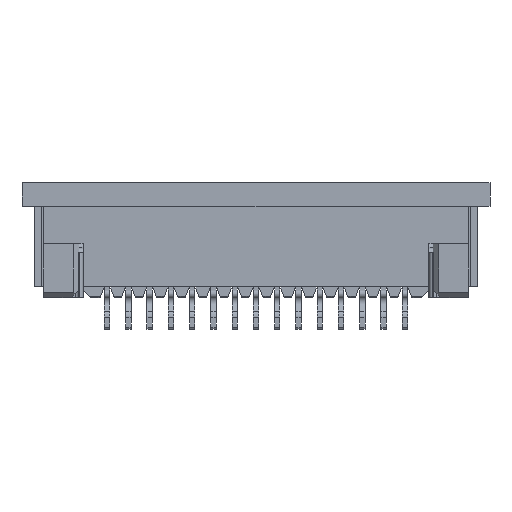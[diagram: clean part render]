
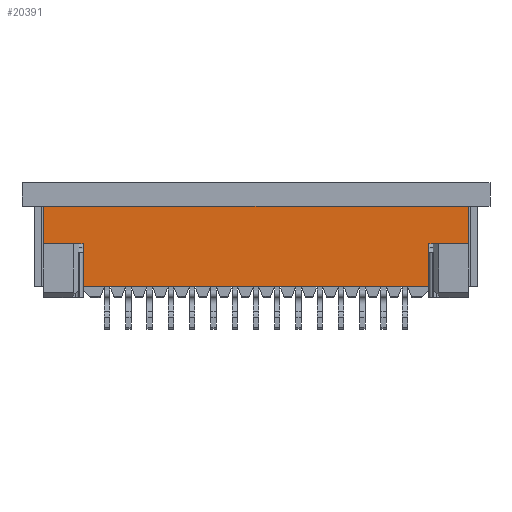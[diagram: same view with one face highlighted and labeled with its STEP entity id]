
A CAD part, front view. The second image highlights one B-rep face of the part: STEP entity #20391.
In plain terms, the highlighted face is planar.
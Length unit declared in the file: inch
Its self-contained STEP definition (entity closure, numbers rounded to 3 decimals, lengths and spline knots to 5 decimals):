
#1999=ORIENTED_EDGE('',*,*,#7968,.F.);
#2000=ORIENTED_EDGE('',*,*,#8033,.T.);
#2001=ORIENTED_EDGE('',*,*,#7954,.T.);
#2002=ORIENTED_EDGE('',*,*,#7996,.F.);
#2003=ORIENTED_EDGE('',*,*,#7193,.T.);
#2004=ORIENTED_EDGE('',*,*,#8034,.F.);
#2005=ORIENTED_EDGE('',*,*,#7204,.F.);
#2006=ORIENTED_EDGE('',*,*,#8035,.F.);
#2007=ORIENTED_EDGE('',*,*,#7286,.F.);
#2008=ORIENTED_EDGE('',*,*,#8001,.F.);
#7193=EDGE_CURVE('',#10326,#10324,#12349,.T.);
#7204=EDGE_CURVE('',#10335,#10336,#12360,.T.);
#7286=EDGE_CURVE('',#10417,#10418,#12442,.T.);
#7954=EDGE_CURVE('',#10871,#10870,#13110,.T.);
#7968=EDGE_CURVE('',#10878,#10879,#13124,.T.);
#7996=EDGE_CURVE('',#10326,#10870,#13152,.T.);
#8001=EDGE_CURVE('',#10879,#10417,#13157,.T.);
#8033=EDGE_CURVE('',#10878,#10871,#13189,.T.);
#8034=EDGE_CURVE('',#10336,#10324,#13190,.T.);
#8035=EDGE_CURVE('',#10418,#10335,#13191,.T.);
#10324=VERTEX_POINT('',#28805);
#10326=VERTEX_POINT('',#28808);
#10335=VERTEX_POINT('',#28830);
#10336=VERTEX_POINT('',#28831);
#10417=VERTEX_POINT('',#28995);
#10418=VERTEX_POINT('',#28996);
#10870=VERTEX_POINT('',#30254);
#10871=VERTEX_POINT('',#30256);
#10878=VERTEX_POINT('',#30277);
#10879=VERTEX_POINT('',#30279);
#12349=LINE('',#28807,#14867);
#12360=LINE('',#28829,#14878);
#12442=LINE('',#28994,#14960);
#13110=LINE('',#30255,#15628);
#13124=LINE('',#30278,#15642);
#13152=LINE('',#30336,#15670);
#13157=LINE('',#30344,#15675);
#13189=LINE('',#30402,#15707);
#13190=LINE('',#30403,#15708);
#13191=LINE('',#30404,#15709);
#14867=VECTOR('',#22981,39.37008);
#14878=VECTOR('',#22996,39.37008);
#14960=VECTOR('',#23080,39.37008);
#15628=VECTOR('',#24026,39.37008);
#15642=VECTOR('',#24042,39.37008);
#15670=VECTOR('',#24080,39.37008);
#15675=VECTOR('',#24089,39.37008);
#15707=VECTOR('',#24145,39.37008);
#15708=VECTOR('',#24146,39.37008);
#15709=VECTOR('',#24147,39.37008);
#17548=EDGE_LOOP('',(#1999,#2000,#2001,#2002,#2003,#2004,#2005,#2006,#2007,
#2008));
#18586=FACE_BOUND('',#17548,.T.);
#19622=PLANE('',#21485);
#20391=ADVANCED_FACE('',(#18586),#19622,.F.);
#21485=AXIS2_PLACEMENT_3D('',#30401,#24143,#24144);
#22981=DIRECTION('',(0.,-1.,0.));
#22996=DIRECTION('',(-1.,0.,0.));
#23080=DIRECTION('',(0.,-1.,0.));
#24026=DIRECTION('',(0.,-1.,0.));
#24042=DIRECTION('',(0.,-1.,0.));
#24080=DIRECTION('',(1.,0.,0.));
#24089=DIRECTION('',(1.,0.,0.));
#24143=DIRECTION('',(0.,0.,-1.));
#24144=DIRECTION('',(-1.,0.,0.));
#24145=DIRECTION('',(-1.,0.,0.));
#24146=DIRECTION('',(-1.,0.,0.));
#24147=DIRECTION('',(-1.,0.,0.));
#28805=CARTESIAN_POINT('',(-0.39378,0.044,0.059));
#28807=CARTESIAN_POINT('',(-0.39378,0.19332,0.059));
#28808=CARTESIAN_POINT('',(-0.39378,0.11327,0.059));
#28829=CARTESIAN_POINT('',(0.39378,0.044,0.059));
#28830=CARTESIAN_POINT('',(0.37422,0.044,0.059));
#28831=CARTESIAN_POINT('',(-0.37422,0.044,0.059));
#28994=CARTESIAN_POINT('',(0.39378,0.19332,0.059));
#28995=CARTESIAN_POINT('',(0.39378,0.11327,0.059));
#28996=CARTESIAN_POINT('',(0.39378,0.044,0.059));
#30254=CARTESIAN_POINT('',(-0.32028,0.11327,0.059));
#30255=CARTESIAN_POINT('',(-0.32028,0.32227,0.059));
#30256=CARTESIAN_POINT('',(-0.32028,0.19332,0.059));
#30277=CARTESIAN_POINT('',(0.32028,0.19332,0.059));
#30278=CARTESIAN_POINT('',(0.32028,0.32227,0.059));
#30279=CARTESIAN_POINT('',(0.32028,0.11327,0.059));
#30336=CARTESIAN_POINT('',(-0.41028,0.11327,0.059));
#30344=CARTESIAN_POINT('',(0.32028,0.11327,0.059));
#30401=CARTESIAN_POINT('',(0.39378,0.19332,0.059));
#30402=CARTESIAN_POINT('',(0.39378,0.19332,0.059));
#30403=CARTESIAN_POINT('',(-0.37422,0.044,0.059));
#30404=CARTESIAN_POINT('',(0.39378,0.044,0.059));
